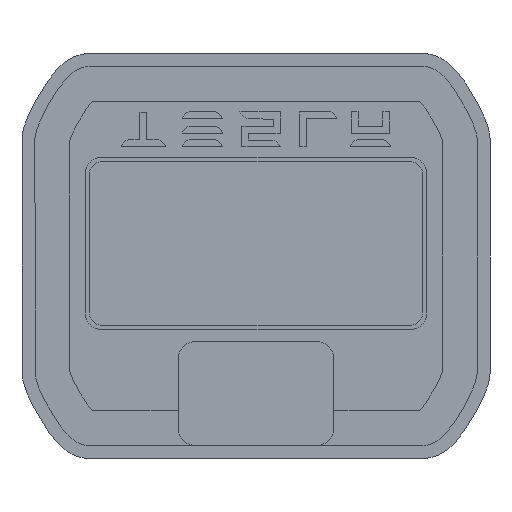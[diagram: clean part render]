
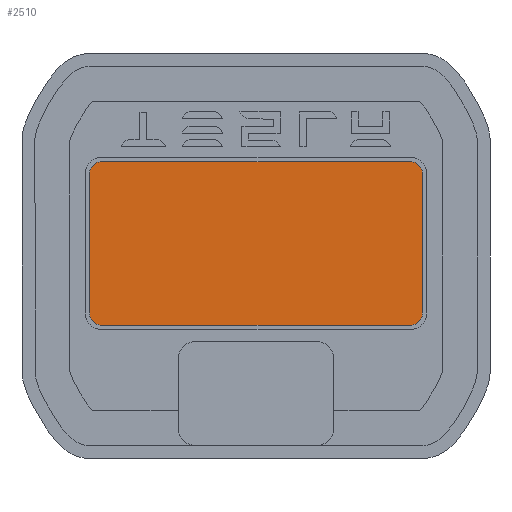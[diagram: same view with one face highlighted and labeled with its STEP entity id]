
A CAD part, front view. The second image highlights one B-rep face of the part: STEP entity #2510.
In plain terms, the highlighted planar face has unit normal (0, -1, 0).
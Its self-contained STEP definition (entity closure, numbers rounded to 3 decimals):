
#77=B_SPLINE_CURVE_WITH_KNOTS('',3,(#3084,#3085,#3086,#3087),
 .UNSPECIFIED.,.F.,.F.,(4,4),(4.,5.),.UNSPECIFIED.);
#79=B_SPLINE_CURVE_WITH_KNOTS('',3,(#3109,#3110,#3111,#3112),
 .UNSPECIFIED.,.F.,.F.,(4,4),(2.,3.),.UNSPECIFIED.);
#81=B_SPLINE_CURVE_WITH_KNOTS('',3,(#3134,#3135,#3136,#3137),
 .UNSPECIFIED.,.F.,.F.,(4,4),(0.,1.),.UNSPECIFIED.);
#83=B_SPLINE_CURVE_WITH_KNOTS('',3,(#3158,#3159,#3160,#3161),
 .UNSPECIFIED.,.F.,.F.,(4,4),(6.,7.),.UNSPECIFIED.);
#305=FACE_OUTER_BOUND('',#449,.T.);
#449=EDGE_LOOP('',(#2286,#2287,#2288,#2289,#2290,#2291,#2292,#2293));
#450=LINE('',#3069,#712);
#455=LINE('',#3096,#717);
#459=LINE('',#3121,#721);
#463=LINE('',#3146,#725);
#712=VECTOR('',#2613,10.);
#717=VECTOR('',#2620,10.);
#721=VECTOR('',#2626,10.);
#725=VECTOR('',#2632,10.);
#974=VERTEX_POINT('',#3067);
#975=VERTEX_POINT('',#3068);
#978=VERTEX_POINT('',#3083);
#980=VERTEX_POINT('',#3095);
#982=VERTEX_POINT('',#3108);
#984=VERTEX_POINT('',#3120);
#986=VERTEX_POINT('',#3133);
#988=VERTEX_POINT('',#3145);
#1214=EDGE_CURVE('',#974,#975,#450,.T.);
#1218=EDGE_CURVE('',#978,#974,#77,.T.);
#1221=EDGE_CURVE('',#980,#978,#455,.T.);
#1224=EDGE_CURVE('',#982,#980,#79,.T.);
#1227=EDGE_CURVE('',#984,#982,#459,.T.);
#1230=EDGE_CURVE('',#986,#984,#81,.T.);
#1233=EDGE_CURVE('',#988,#986,#463,.T.);
#1236=EDGE_CURVE('',#975,#988,#83,.T.);
#2286=ORIENTED_EDGE('',*,*,#1214,.T.);
#2287=ORIENTED_EDGE('',*,*,#1236,.T.);
#2288=ORIENTED_EDGE('',*,*,#1233,.T.);
#2289=ORIENTED_EDGE('',*,*,#1230,.T.);
#2290=ORIENTED_EDGE('',*,*,#1227,.T.);
#2291=ORIENTED_EDGE('',*,*,#1224,.T.);
#2292=ORIENTED_EDGE('',*,*,#1221,.T.);
#2293=ORIENTED_EDGE('',*,*,#1218,.T.);
#2377=PLANE('',#2608);
#2510=ADVANCED_FACE('',(#305),#2377,.F.);
#2608=AXIS2_PLACEMENT_3D('',#4587,#3063,#3064);
#2613=DIRECTION('',(1.,0.,0.));
#2620=DIRECTION('',(0.,0.,-1.));
#2626=DIRECTION('',(-1.,0.,0.));
#2632=DIRECTION('',(0.,0.,1.));
#3063=DIRECTION('center_axis',(0.,1.,0.));
#3064=DIRECTION('ref_axis',(1.,0.,0.));
#3067=CARTESIAN_POINT('',(4.606,0.,7.7));
#3068=CARTESIAN_POINT('',(22.444,0.,7.7));
#3069=CARTESIAN_POINT('',(9.066,0.,7.7));
#3083=CARTESIAN_POINT('',(3.901,0.,8.406));
#3084=CARTESIAN_POINT('Ctrl Pts',(3.901,0.,8.406));
#3085=CARTESIAN_POINT('Ctrl Pts',(3.901,0.,8.016));
#3086=CARTESIAN_POINT('Ctrl Pts',(4.216,0.,7.7));
#3087=CARTESIAN_POINT('Ctrl Pts',(4.606,0.,7.7));
#3095=CARTESIAN_POINT('',(3.901,0.,16.444));
#3096=CARTESIAN_POINT('',(3.901,0.,14.072));
#3108=CARTESIAN_POINT('',(4.606,0.,17.15));
#3109=CARTESIAN_POINT('Ctrl Pts',(4.606,0.,17.15));
#3110=CARTESIAN_POINT('Ctrl Pts',(4.216,0.,17.15));
#3111=CARTESIAN_POINT('Ctrl Pts',(3.901,0.,16.834));
#3112=CARTESIAN_POINT('Ctrl Pts',(3.901,0.,16.444));
#3120=CARTESIAN_POINT('',(22.444,0.,17.15));
#3121=CARTESIAN_POINT('',(17.985,0.,17.15));
#3133=CARTESIAN_POINT('',(23.15,0.,16.444));
#3134=CARTESIAN_POINT('Ctrl Pts',(23.15,0.,16.444));
#3135=CARTESIAN_POINT('Ctrl Pts',(23.15,0.,16.834));
#3136=CARTESIAN_POINT('Ctrl Pts',(22.834,0.,17.15));
#3137=CARTESIAN_POINT('Ctrl Pts',(22.444,0.,17.15));
#3145=CARTESIAN_POINT('',(23.15,0.,8.406));
#3146=CARTESIAN_POINT('',(23.15,0.,10.053));
#3158=CARTESIAN_POINT('Ctrl Pts',(22.444,0.,7.7));
#3159=CARTESIAN_POINT('Ctrl Pts',(22.834,0.,7.7));
#3160=CARTESIAN_POINT('Ctrl Pts',(23.15,0.,8.016));
#3161=CARTESIAN_POINT('Ctrl Pts',(23.15,0.,8.406));
#4587=CARTESIAN_POINT('Origin',(13.525,0.,11.7));
